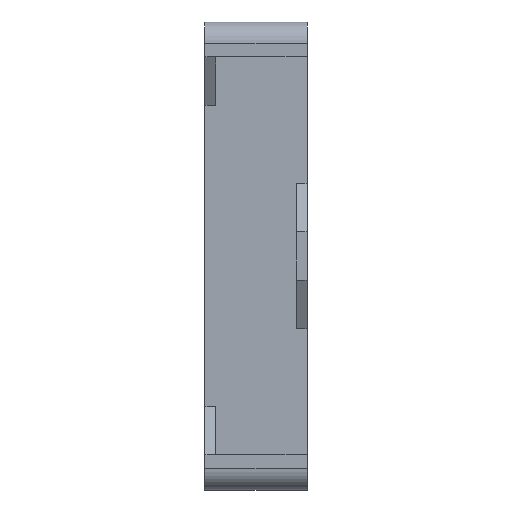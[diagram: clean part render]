
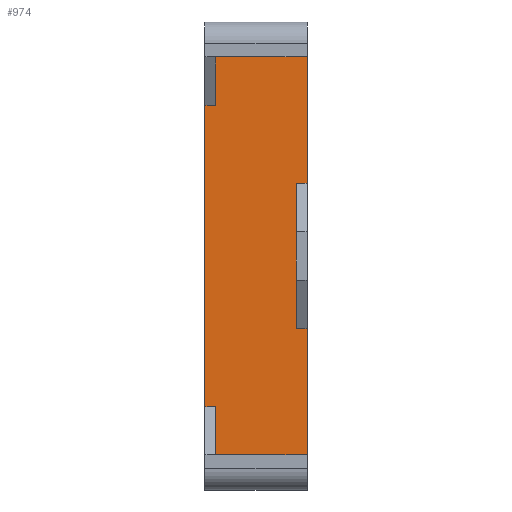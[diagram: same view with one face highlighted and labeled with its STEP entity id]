
A CAD part, top view. The second image highlights one B-rep face of the part: STEP entity #974.
In plain terms, the highlighted planar face has unit normal (0, 0, 1).
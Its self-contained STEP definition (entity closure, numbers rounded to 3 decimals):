
#867=AXIS2_PLACEMENT_3D('Plane Axis2P3D',#864,#865,#866) ;
#833=CARTESIAN_POINT('Vertex',(8.5,29.003,43.)) ;
#849=CARTESIAN_POINT('Vertex',(9.5,29.003,43.)) ;
#852=CARTESIAN_POINT('Line Origine',(9.,29.003,43.)) ;
#864=CARTESIAN_POINT('Axis2P3D Location',(4.75,42.4,43.)) ;
#869=CARTESIAN_POINT('Line Origine',(0.,22.25,43.)) ;
#873=CARTESIAN_POINT('Vertex',(0.,8.253,43.)) ;
#875=CARTESIAN_POINT('Vertex',(0.,36.247,43.)) ;
#878=CARTESIAN_POINT('Line Origine',(0.5,8.253,43.)) ;
#882=CARTESIAN_POINT('Vertex',(1.,8.253,43.)) ;
#885=CARTESIAN_POINT('Line Origine',(1.,5.177,43.)) ;
#889=CARTESIAN_POINT('Vertex',(1.,2.1,43.)) ;
#892=CARTESIAN_POINT('Line Origine',(5.25,2.1,43.)) ;
#896=CARTESIAN_POINT('Vertex',(9.5,2.1,43.)) ;
#899=CARTESIAN_POINT('Line Origine',(9.5,3.671,43.)) ;
#903=CARTESIAN_POINT('Vertex',(9.5,5.243,43.)) ;
#906=CARTESIAN_POINT('Line Origine',(9.5,10.37,43.)) ;
#910=CARTESIAN_POINT('Vertex',(9.5,15.497,43.)) ;
#913=CARTESIAN_POINT('Line Origine',(9.,15.497,43.)) ;
#917=CARTESIAN_POINT('Vertex',(8.5,15.497,43.)) ;
#920=CARTESIAN_POINT('Line Origine',(8.5,22.25,43.)) ;
#925=CARTESIAN_POINT('Line Origine',(9.5,34.13,43.)) ;
#929=CARTESIAN_POINT('Vertex',(9.5,39.257,43.)) ;
#932=CARTESIAN_POINT('Line Origine',(9.5,40.829,43.)) ;
#936=CARTESIAN_POINT('Vertex',(9.5,42.4,43.)) ;
#939=CARTESIAN_POINT('Line Origine',(5.25,42.4,43.)) ;
#943=CARTESIAN_POINT('Vertex',(1.,42.4,43.)) ;
#946=CARTESIAN_POINT('Line Origine',(1.,39.323,43.)) ;
#950=CARTESIAN_POINT('Vertex',(1.,36.247,43.)) ;
#953=CARTESIAN_POINT('Line Origine',(0.5,36.247,43.)) ;
#853=DIRECTION('Vector Direction',(-1.,0.,0.)) ;
#865=DIRECTION('Axis2P3D Direction',(0.,0.,-1.)) ;
#866=DIRECTION('Axis2P3D XDirection',(0.,-1.,0.)) ;
#870=DIRECTION('Vector Direction',(0.,-1.,0.)) ;
#879=DIRECTION('Vector Direction',(1.,0.,0.)) ;
#886=DIRECTION('Vector Direction',(0.,-1.,0.)) ;
#893=DIRECTION('Vector Direction',(-1.,0.,0.)) ;
#900=DIRECTION('Vector Direction',(0.,-1.,0.)) ;
#907=DIRECTION('Vector Direction',(0.,-1.,0.)) ;
#914=DIRECTION('Vector Direction',(-1.,0.,0.)) ;
#921=DIRECTION('Vector Direction',(0.,-1.,0.)) ;
#926=DIRECTION('Vector Direction',(0.,-1.,0.)) ;
#933=DIRECTION('Vector Direction',(0.,-1.,0.)) ;
#940=DIRECTION('Vector Direction',(-1.,0.,0.)) ;
#947=DIRECTION('Vector Direction',(0.,1.,0.)) ;
#954=DIRECTION('Vector Direction',(1.,0.,0.)) ;
#854=VECTOR('Line Direction',#853,1.) ;
#871=VECTOR('Line Direction',#870,1.) ;
#880=VECTOR('Line Direction',#879,1.) ;
#887=VECTOR('Line Direction',#886,1.) ;
#894=VECTOR('Line Direction',#893,1.) ;
#901=VECTOR('Line Direction',#900,1.) ;
#908=VECTOR('Line Direction',#907,1.) ;
#915=VECTOR('Line Direction',#914,1.) ;
#922=VECTOR('Line Direction',#921,1.) ;
#927=VECTOR('Line Direction',#926,1.) ;
#934=VECTOR('Line Direction',#933,1.) ;
#941=VECTOR('Line Direction',#940,1.) ;
#948=VECTOR('Line Direction',#947,1.) ;
#955=VECTOR('Line Direction',#954,1.) ;
#959=ORIENTED_EDGE('',*,*,#877,.F.) ;
#960=ORIENTED_EDGE('',*,*,#884,.T.) ;
#961=ORIENTED_EDGE('',*,*,#891,.T.) ;
#962=ORIENTED_EDGE('',*,*,#898,.F.) ;
#963=ORIENTED_EDGE('',*,*,#905,.T.) ;
#964=ORIENTED_EDGE('',*,*,#912,.T.) ;
#965=ORIENTED_EDGE('',*,*,#919,.T.) ;
#966=ORIENTED_EDGE('',*,*,#924,.T.) ;
#967=ORIENTED_EDGE('',*,*,#856,.F.) ;
#968=ORIENTED_EDGE('',*,*,#931,.T.) ;
#969=ORIENTED_EDGE('',*,*,#938,.T.) ;
#970=ORIENTED_EDGE('',*,*,#945,.T.) ;
#971=ORIENTED_EDGE('',*,*,#952,.T.) ;
#972=ORIENTED_EDGE('',*,*,#957,.F.) ;
#974=ADVANCED_FACE('S3D - gedreht',(#973),#868,.F.) ;
#856=EDGE_CURVE('',#850,#834,#855,.T.) ;
#877=EDGE_CURVE('',#874,#876,#872,.F.) ;
#884=EDGE_CURVE('',#874,#883,#881,.T.) ;
#891=EDGE_CURVE('',#883,#890,#888,.T.) ;
#898=EDGE_CURVE('',#897,#890,#895,.T.) ;
#905=EDGE_CURVE('',#897,#904,#902,.F.) ;
#912=EDGE_CURVE('',#904,#911,#909,.F.) ;
#919=EDGE_CURVE('',#911,#918,#916,.T.) ;
#924=EDGE_CURVE('',#918,#834,#923,.F.) ;
#931=EDGE_CURVE('',#850,#930,#928,.F.) ;
#938=EDGE_CURVE('',#930,#937,#935,.F.) ;
#945=EDGE_CURVE('',#937,#944,#942,.T.) ;
#952=EDGE_CURVE('',#944,#951,#949,.F.) ;
#957=EDGE_CURVE('',#876,#951,#956,.T.) ;
#958=EDGE_LOOP('',(#959,#960,#961,#962,#963,#964,#965,#966,#967,#968,#969,#970,#971,#972)) ;
#973=FACE_OUTER_BOUND('',#958,.T.) ;
#855=LINE('Line',#852,#854) ;
#872=LINE('Line',#869,#871) ;
#881=LINE('Line',#878,#880) ;
#888=LINE('Line',#885,#887) ;
#895=LINE('Line',#892,#894) ;
#902=LINE('Line',#899,#901) ;
#909=LINE('Line',#906,#908) ;
#916=LINE('Line',#913,#915) ;
#923=LINE('Line',#920,#922) ;
#928=LINE('Line',#925,#927) ;
#935=LINE('Line',#932,#934) ;
#942=LINE('Line',#939,#941) ;
#949=LINE('Line',#946,#948) ;
#956=LINE('Line',#953,#955) ;
#868=PLANE('',#867) ;
#834=VERTEX_POINT('',#833) ;
#850=VERTEX_POINT('',#849) ;
#874=VERTEX_POINT('',#873) ;
#876=VERTEX_POINT('',#875) ;
#883=VERTEX_POINT('',#882) ;
#890=VERTEX_POINT('',#889) ;
#897=VERTEX_POINT('',#896) ;
#904=VERTEX_POINT('',#903) ;
#911=VERTEX_POINT('',#910) ;
#918=VERTEX_POINT('',#917) ;
#930=VERTEX_POINT('',#929) ;
#937=VERTEX_POINT('',#936) ;
#944=VERTEX_POINT('',#943) ;
#951=VERTEX_POINT('',#950) ;
